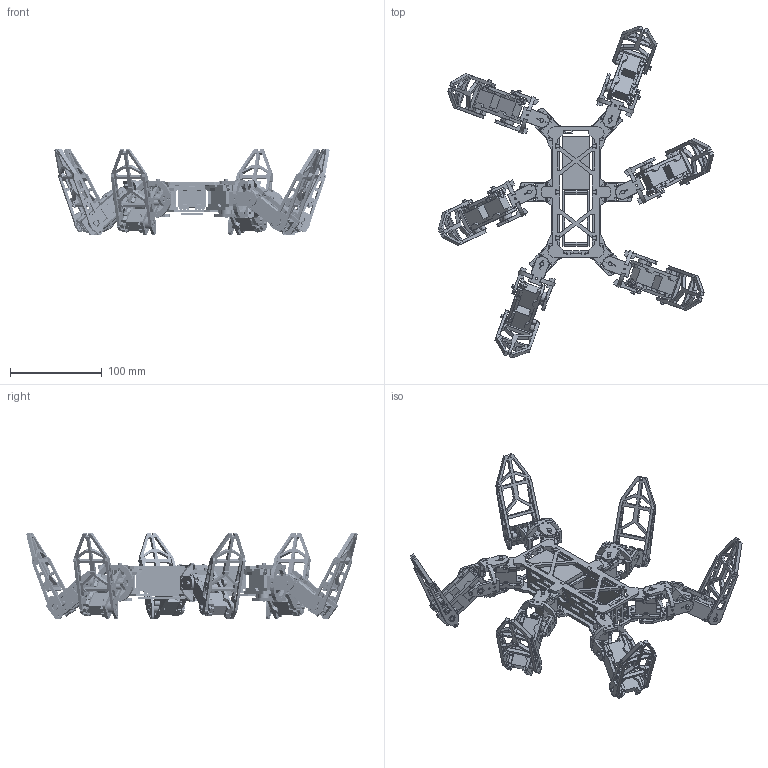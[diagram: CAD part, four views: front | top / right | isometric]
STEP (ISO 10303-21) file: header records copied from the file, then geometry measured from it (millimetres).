
FILE_DESCRIPTION (( 'STEP AP214' ), '1' );
FILE_NAME ('Baize_HexapodRobot_Arduino_3DPrinter.STEP', '2022-08-25T07:41:34', ( '' ), ( '' ), 'SwSTEP 2.0', 'SolidWorks 2020', '' );
FILE_SCHEMA (( 'AUTOMOTIVE_DESIGN' ));
Length unit declared in the file: millimetre
Products named in the file (51): leg_bottom; foot_ground; joint; leg｣ｨﾍﾈ｣ｩ; 虯窒軞蚾; foot（脚）; body_top; 种粣4x10; thighㄗ湮虯ㄘ; 曹揤; thigh_bottom; 萇喀; thigh_top; leg_top; Baize_HexapodRobot_Arduino_3DPrinter; joint_bottom; 驱动板; body; joint_top; body_back_wall; joint_cross; body_bottom; foot_bottom; body_side_wall; MG90S; foot_top
Assembly tree (147 placements, depth 4):
  Baize_HexapodRobot_Arduino_3DPrinter
    虯窒軞蚾
      leg｣ｨﾍﾈ｣ｩ
        leg_bottom
        MG90S  x2
        leg_top
        种粣4x10  x2
      foot（脚）
        foot_top
        foot_ground
        foot_bottom
      joint
        joint_cross
        joint_bottom  x2
        joint_top  x2
      thighㄗ湮虯ㄘ
        thigh_bottom
        MG90S
        thigh_top
        种粣4x10
    body
      body_top
      body_back_wall
      body_bottom
      body_side_wall  x2
      驱动板
      萇喀
      曹揤
    虯窒軞蚾
      leg｣ｨﾍﾈ｣ｩ
        leg_bottom
        MG90S  x2
        leg_top
        种粣4x10  x2
      foot（脚）
        foot_top
        foot_ground
        foot_bottom
      joint
        joint_cross
        joint_bottom  x2
        joint_top  x2
      thighㄗ湮虯ㄘ
        thigh_bottom
        MG90S
        thigh_top
        种粣4x10
    虯窒軞蚾
      leg｣ｨﾍﾈ｣ｩ
        leg_bottom
        MG90S  x2
        leg_top
        种粣4x10  x2
      foot（脚）
        foot_top
        foot_ground
        foot_bottom
      joint
        joint_cross
        joint_bottom  x2
Bounding box: 300.92 x 362.48 x 95.03 mm (x, y, z)
Volume: 367614 mm3; surface area: 264633.9 mm2
Topology: 121 solids, 121 shells, 6345 faces, 17905 edges, 11794 vertices
Faces by surface type: plane 4536, cylinder 1805, bspline 4
Entity records: 49118 total; most frequent: CARTESIAN_POINT 8468, ORIENTED_EDGE 8136, DIRECTION 8068, EDGE_CURVE 4068, VECTOR 3202, LINE 3202, VERTEX_POINT 2689, AXIS2_PLACEMENT_3D 2433
